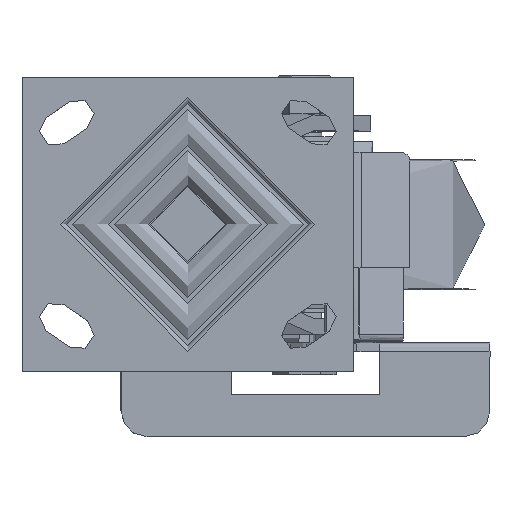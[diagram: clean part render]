
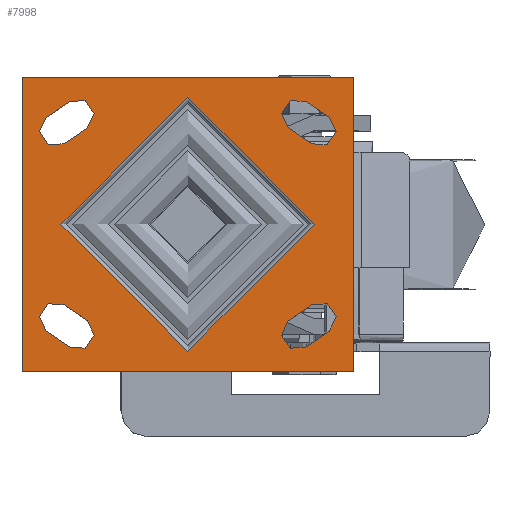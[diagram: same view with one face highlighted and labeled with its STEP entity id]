
A CAD part, top view. The second image highlights one B-rep face of the part: STEP entity #7998.
In plain terms, the highlighted planar face has unit normal (0, 0, 1).
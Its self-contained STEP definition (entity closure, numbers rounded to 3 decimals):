
#545=FACE_BOUND('',#2838,.T.);
#546=FACE_BOUND('',#2839,.T.);
#547=FACE_BOUND('',#2840,.T.);
#548=FACE_BOUND('',#2841,.T.);
#549=FACE_BOUND('',#2842,.T.);
#614=PLANE('',#8708);
#914=LINE('',#12247,#1592);
#916=LINE('',#12250,#1594);
#918=LINE('',#12253,#1596);
#920=LINE('',#12256,#1598);
#922=LINE('',#12259,#1600);
#924=LINE('',#12262,#1602);
#926=LINE('',#12265,#1604);
#928=LINE('',#12268,#1606);
#931=LINE('',#12276,#1609);
#933=LINE('',#12280,#1611);
#934=LINE('',#12282,#1612);
#935=LINE('',#12283,#1613);
#1592=VECTOR('',#9739,1000.);
#1594=VECTOR('',#9743,1000.);
#1596=VECTOR('',#9747,1000.);
#1598=VECTOR('',#9751,1000.);
#1600=VECTOR('',#9755,1000.);
#1602=VECTOR('',#9759,1000.);
#1604=VECTOR('',#9763,1000.);
#1606=VECTOR('',#9767,1000.);
#1609=VECTOR('',#9772,1000.);
#1611=VECTOR('',#9776,1000.);
#1612=VECTOR('',#9777,1000.);
#1613=VECTOR('',#9778,1000.);
#2389=FACE_OUTER_BOUND('',#2837,.T.);
#2837=EDGE_LOOP('',(#5763,#5764,#5765,#5766));
#2838=EDGE_LOOP('',(#5767));
#2839=EDGE_LOOP('',(#5768,#5769,#5770,#5771));
#2840=EDGE_LOOP('',(#5772,#5773,#5774,#5775));
#2841=EDGE_LOOP('',(#5776,#5777,#5778,#5779));
#2842=EDGE_LOOP('',(#5780,#5781,#5782,#5783));
#3319=CIRCLE('',#8618,43.984);
#3355=CIRCLE('',#8677,5.5);
#3356=CIRCLE('',#8679,5.5);
#3358=CIRCLE('',#8682,5.5);
#3361=CIRCLE('',#8686,5.5);
#3362=CIRCLE('',#8688,5.5);
#3365=CIRCLE('',#8692,5.5);
#3367=CIRCLE('',#8695,5.5);
#3368=CIRCLE('',#8697,5.5);
#3688=VERTEX_POINT('',#12044);
#3744=VERTEX_POINT('',#12177);
#3745=VERTEX_POINT('',#12179);
#3746=VERTEX_POINT('',#12183);
#3747=VERTEX_POINT('',#12184);
#3750=VERTEX_POINT('',#12192);
#3751=VERTEX_POINT('',#12193);
#3756=VERTEX_POINT('',#12204);
#3757=VERTEX_POINT('',#12206);
#3758=VERTEX_POINT('',#12210);
#3759=VERTEX_POINT('',#12211);
#3764=VERTEX_POINT('',#12222);
#3765=VERTEX_POINT('',#12224);
#3768=VERTEX_POINT('',#12231);
#3769=VERTEX_POINT('',#12233);
#3770=VERTEX_POINT('',#12237);
#3771=VERTEX_POINT('',#12238);
#3776=VERTEX_POINT('',#12273);
#3777=VERTEX_POINT('',#12275);
#3778=VERTEX_POINT('',#12279);
#3779=VERTEX_POINT('',#12281);
#4450=EDGE_CURVE('',#3688,#3688,#3319,.T.);
#4516=EDGE_CURVE('',#3745,#3744,#3355,.T.);
#4518=EDGE_CURVE('',#3746,#3747,#3356,.T.);
#4522=EDGE_CURVE('',#3750,#3751,#3358,.T.);
#4528=EDGE_CURVE('',#3757,#3756,#3361,.T.);
#4530=EDGE_CURVE('',#3758,#3759,#3362,.T.);
#4536=EDGE_CURVE('',#3765,#3764,#3365,.T.);
#4540=EDGE_CURVE('',#3769,#3768,#3367,.T.);
#4542=EDGE_CURVE('',#3770,#3771,#3368,.T.);
#4547=EDGE_CURVE('',#3768,#3770,#914,.T.);
#4549=EDGE_CURVE('',#3771,#3769,#916,.T.);
#4551=EDGE_CURVE('',#3759,#3765,#918,.T.);
#4553=EDGE_CURVE('',#3764,#3758,#920,.T.);
#4555=EDGE_CURVE('',#3751,#3757,#922,.T.);
#4557=EDGE_CURVE('',#3756,#3750,#924,.T.);
#4559=EDGE_CURVE('',#3744,#3746,#926,.T.);
#4561=EDGE_CURVE('',#3747,#3745,#928,.T.);
#4564=EDGE_CURVE('',#3776,#3777,#931,.T.);
#4566=EDGE_CURVE('',#3778,#3776,#933,.T.);
#4567=EDGE_CURVE('',#3779,#3778,#934,.T.);
#4568=EDGE_CURVE('',#3777,#3779,#935,.T.);
#5763=ORIENTED_EDGE('',*,*,#4566,.F.);
#5764=ORIENTED_EDGE('',*,*,#4567,.F.);
#5765=ORIENTED_EDGE('',*,*,#4568,.F.);
#5766=ORIENTED_EDGE('',*,*,#4564,.F.);
#5767=ORIENTED_EDGE('',*,*,#4450,.F.);
#5768=ORIENTED_EDGE('',*,*,#4540,.T.);
#5769=ORIENTED_EDGE('',*,*,#4547,.T.);
#5770=ORIENTED_EDGE('',*,*,#4542,.T.);
#5771=ORIENTED_EDGE('',*,*,#4549,.T.);
#5772=ORIENTED_EDGE('',*,*,#4530,.T.);
#5773=ORIENTED_EDGE('',*,*,#4551,.T.);
#5774=ORIENTED_EDGE('',*,*,#4536,.T.);
#5775=ORIENTED_EDGE('',*,*,#4553,.T.);
#5776=ORIENTED_EDGE('',*,*,#4522,.T.);
#5777=ORIENTED_EDGE('',*,*,#4555,.T.);
#5778=ORIENTED_EDGE('',*,*,#4528,.T.);
#5779=ORIENTED_EDGE('',*,*,#4557,.T.);
#5780=ORIENTED_EDGE('',*,*,#4516,.T.);
#5781=ORIENTED_EDGE('',*,*,#4559,.T.);
#5782=ORIENTED_EDGE('',*,*,#4518,.T.);
#5783=ORIENTED_EDGE('',*,*,#4561,.T.);
#7998=ADVANCED_FACE('',(#2389,#545,#546,#547,#548,#549),#614,.T.);
#8618=AXIS2_PLACEMENT_3D('',#12046,#9541,#9542);
#8677=AXIS2_PLACEMENT_3D('',#12180,#9677,#9678);
#8679=AXIS2_PLACEMENT_3D('',#12185,#9682,#9683);
#8682=AXIS2_PLACEMENT_3D('',#12194,#9690,#9691);
#8686=AXIS2_PLACEMENT_3D('',#12207,#9701,#9702);
#8688=AXIS2_PLACEMENT_3D('',#12212,#9706,#9707);
#8692=AXIS2_PLACEMENT_3D('',#12225,#9717,#9718);
#8695=AXIS2_PLACEMENT_3D('',#12234,#9725,#9726);
#8697=AXIS2_PLACEMENT_3D('',#12239,#9730,#9731);
#8708=AXIS2_PLACEMENT_3D('',#12278,#9774,#9775);
#9541=DIRECTION('center_axis',(0.,0.,1.));
#9542=DIRECTION('ref_axis',(-1.,0.,0.));
#9677=DIRECTION('center_axis',(0.,0.,-1.));
#9678=DIRECTION('ref_axis',(-1.,0.,0.));
#9682=DIRECTION('center_axis',(0.,0.,-1.));
#9683=DIRECTION('ref_axis',(-1.,0.,0.));
#9690=DIRECTION('center_axis',(0.,0.,-1.));
#9691=DIRECTION('ref_axis',(-1.,0.,0.));
#9701=DIRECTION('center_axis',(0.,0.,-1.));
#9702=DIRECTION('ref_axis',(-1.,0.,0.));
#9706=DIRECTION('center_axis',(0.,0.,-1.));
#9707=DIRECTION('ref_axis',(1.,0.,0.));
#9717=DIRECTION('center_axis',(0.,0.,-1.));
#9718=DIRECTION('ref_axis',(1.,0.,0.));
#9725=DIRECTION('center_axis',(0.,0.,-1.));
#9726=DIRECTION('ref_axis',(1.,0.,0.));
#9730=DIRECTION('center_axis',(0.,0.,-1.));
#9731=DIRECTION('ref_axis',(1.,0.,0.));
#9739=DIRECTION('',(-0.824,-0.567,0.));
#9743=DIRECTION('',(0.824,0.567,0.));
#9747=DIRECTION('',(0.824,-0.567,0.));
#9751=DIRECTION('',(-0.824,0.567,0.));
#9755=DIRECTION('',(-0.824,-0.567,0.));
#9759=DIRECTION('',(0.824,0.567,0.));
#9763=DIRECTION('',(0.824,-0.567,0.));
#9767=DIRECTION('',(-0.824,0.567,0.));
#9772=DIRECTION('',(1.,0.,0.));
#9774=DIRECTION('center_axis',(0.,0.,1.));
#9775=DIRECTION('ref_axis',(1.,0.,0.));
#9776=DIRECTION('',(0.,1.,0.));
#9777=DIRECTION('',(-1.,0.,0.));
#9778=DIRECTION('',(0.,-1.,0.));
#12044=CARTESIAN_POINT('',(43.984,0.,0.));
#12046=CARTESIAN_POINT('Origin',(0.,0.,0.));
#12177=CARTESIAN_POINT('',(41.116,42.532,0.));
#12179=CARTESIAN_POINT('',(34.884,33.468,0.));
#12180=CARTESIAN_POINT('Origin',(38.,38.,0.));
#12183=CARTESIAN_POINT('',(49.116,37.032,0.));
#12184=CARTESIAN_POINT('',(42.884,27.968,0.));
#12185=CARTESIAN_POINT('Origin',(46.,32.5,0.));
#12192=CARTESIAN_POINT('',(42.884,-27.968,0.));
#12193=CARTESIAN_POINT('',(49.116,-37.032,0.));
#12194=CARTESIAN_POINT('Origin',(46.,-32.5,0.));
#12204=CARTESIAN_POINT('',(34.884,-33.468,0.));
#12206=CARTESIAN_POINT('',(41.116,-42.532,0.));
#12207=CARTESIAN_POINT('Origin',(38.,-38.,0.));
#12210=CARTESIAN_POINT('',(-49.116,-37.032,0.));
#12211=CARTESIAN_POINT('',(-42.884,-27.968,0.));
#12212=CARTESIAN_POINT('Origin',(-46.,-32.5,0.));
#12222=CARTESIAN_POINT('',(-41.116,-42.532,0.));
#12224=CARTESIAN_POINT('',(-34.884,-33.468,0.));
#12225=CARTESIAN_POINT('Origin',(-38.,-38.,0.));
#12231=CARTESIAN_POINT('',(-34.884,33.468,0.));
#12233=CARTESIAN_POINT('',(-41.116,42.532,0.));
#12234=CARTESIAN_POINT('Origin',(-38.,38.,0.));
#12237=CARTESIAN_POINT('',(-42.884,27.968,0.));
#12238=CARTESIAN_POINT('',(-49.116,37.032,0.));
#12239=CARTESIAN_POINT('Origin',(-46.,32.5,0.));
#12247=CARTESIAN_POINT('',(-32.852,34.865,0.));
#12250=CARTESIAN_POINT('',(-39.084,43.929,0.));
#12253=CARTESIAN_POINT('',(-32.852,-34.865,0.));
#12256=CARTESIAN_POINT('',(-39.084,-43.929,0.));
#12259=CARTESIAN_POINT('',(39.084,-43.929,0.));
#12262=CARTESIAN_POINT('',(32.852,-34.865,0.));
#12265=CARTESIAN_POINT('',(39.084,43.929,0.));
#12268=CARTESIAN_POINT('',(32.852,34.865,0.));
#12273=CARTESIAN_POINT('',(-57.5,51.,0.));
#12275=CARTESIAN_POINT('',(57.5,51.,0.));
#12276=CARTESIAN_POINT('',(0.,51.,0.));
#12278=CARTESIAN_POINT('Origin',(0.,0.,0.));
#12279=CARTESIAN_POINT('',(-57.5,-51.,0.));
#12280=CARTESIAN_POINT('',(-57.5,0.,0.));
#12281=CARTESIAN_POINT('',(57.5,-51.,0.));
#12282=CARTESIAN_POINT('',(0.,-51.,0.));
#12283=CARTESIAN_POINT('',(57.5,0.,0.));
